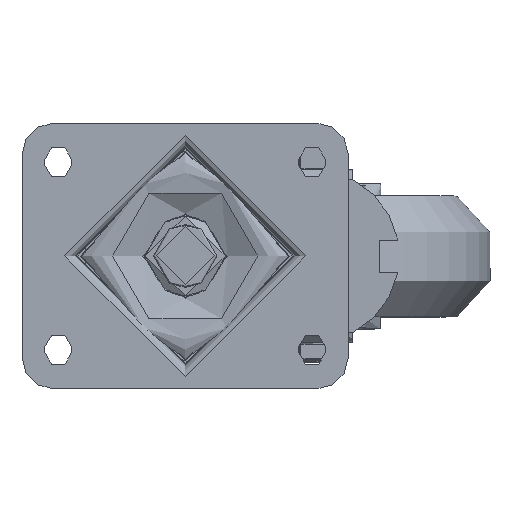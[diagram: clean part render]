
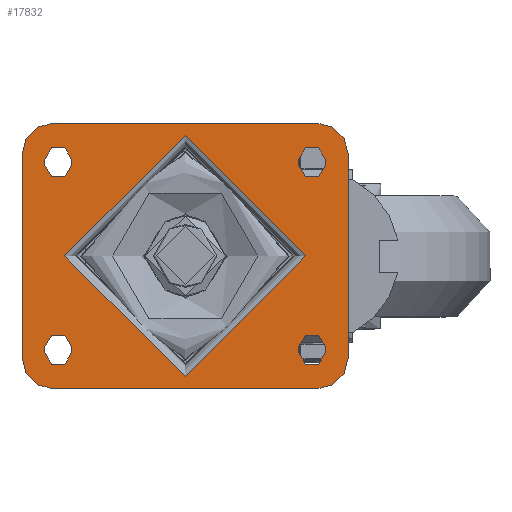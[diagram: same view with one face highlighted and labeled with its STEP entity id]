
A CAD part, top view. The second image highlights one B-rep face of the part: STEP entity #17832.
In plain terms, the highlighted planar face has unit normal (0, 0, 1).
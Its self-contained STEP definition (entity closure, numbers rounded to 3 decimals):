
#1343=FACE_BOUND('',#4023,.T.);
#1344=FACE_BOUND('',#4024,.T.);
#1345=FACE_BOUND('',#4025,.T.);
#1346=FACE_BOUND('',#4026,.T.);
#1347=FACE_BOUND('',#4027,.T.);
#1570=PLANE('',#19392);
#2918=FACE_OUTER_BOUND('',#4022,.T.);
#4022=EDGE_LOOP('',(#12991,#12992,#12993,#12994,#12995,#12996,#12997,#12998));
#4023=EDGE_LOOP('',(#12999,#13000,#13001,#13002));
#4024=EDGE_LOOP('',(#13003,#13004,#13005,#13006));
#4025=EDGE_LOOP('',(#13007,#13008,#13009,#13010));
#4026=EDGE_LOOP('',(#13011,#13012,#13013,#13014));
#4027=EDGE_LOOP('',(#13015));
#5249=LINE('',#26873,#6180);
#5250=LINE('',#26877,#6181);
#5251=LINE('',#26881,#6182);
#5252=LINE('',#26884,#6183);
#5253=LINE('',#26887,#6184);
#5254=LINE('',#26891,#6185);
#5255=LINE('',#26895,#6186);
#5256=LINE('',#26899,#6187);
#5257=LINE('',#26903,#6188);
#5258=LINE('',#26907,#6189);
#5259=LINE('',#26911,#6190);
#5260=LINE('',#26915,#6191);
#6180=VECTOR('',#21895,1000.);
#6181=VECTOR('',#21898,1000.);
#6182=VECTOR('',#21901,1000.);
#6183=VECTOR('',#21904,1000.);
#6184=VECTOR('',#21905,1000.);
#6185=VECTOR('',#21908,1000.);
#6186=VECTOR('',#21911,1000.);
#6187=VECTOR('',#21914,1000.);
#6188=VECTOR('',#21917,1000.);
#6189=VECTOR('',#21920,1000.);
#6190=VECTOR('',#21923,1000.);
#6191=VECTOR('',#21926,1000.);
#6987=CIRCLE('',#19026,49.75);
#7191=CIRCLE('',#19393,13.);
#7192=CIRCLE('',#19394,13.);
#7193=CIRCLE('',#19395,13.);
#7194=CIRCLE('',#19396,13.);
#7195=CIRCLE('',#19397,5.5);
#7196=CIRCLE('',#19398,5.5);
#7197=CIRCLE('',#19399,5.5);
#7198=CIRCLE('',#19400,5.5);
#7199=CIRCLE('',#19401,5.5);
#7200=CIRCLE('',#19402,5.5);
#7201=CIRCLE('',#19403,5.5);
#7202=CIRCLE('',#19404,5.5);
#7906=VERTEX_POINT('',#25895);
#8150=VERTEX_POINT('',#26869);
#8151=VERTEX_POINT('',#26870);
#8152=VERTEX_POINT('',#26872);
#8153=VERTEX_POINT('',#26874);
#8154=VERTEX_POINT('',#26876);
#8155=VERTEX_POINT('',#26878);
#8156=VERTEX_POINT('',#26880);
#8157=VERTEX_POINT('',#26882);
#8158=VERTEX_POINT('',#26885);
#8159=VERTEX_POINT('',#26886);
#8160=VERTEX_POINT('',#26888);
#8161=VERTEX_POINT('',#26890);
#8162=VERTEX_POINT('',#26893);
#8163=VERTEX_POINT('',#26894);
#8164=VERTEX_POINT('',#26896);
#8165=VERTEX_POINT('',#26898);
#8166=VERTEX_POINT('',#26901);
#8167=VERTEX_POINT('',#26902);
#8168=VERTEX_POINT('',#26904);
#8169=VERTEX_POINT('',#26906);
#8170=VERTEX_POINT('',#26909);
#8171=VERTEX_POINT('',#26910);
#8172=VERTEX_POINT('',#26912);
#8173=VERTEX_POINT('',#26914);
#9596=EDGE_CURVE('',#7906,#7906,#6987,.T.);
#9970=EDGE_CURVE('',#8150,#8151,#7191,.T.);
#9971=EDGE_CURVE('',#8152,#8150,#5249,.T.);
#9972=EDGE_CURVE('',#8153,#8152,#7192,.T.);
#9973=EDGE_CURVE('',#8154,#8153,#5250,.T.);
#9974=EDGE_CURVE('',#8155,#8154,#7193,.T.);
#9975=EDGE_CURVE('',#8156,#8155,#5251,.T.);
#9976=EDGE_CURVE('',#8157,#8156,#7194,.T.);
#9977=EDGE_CURVE('',#8151,#8157,#5252,.T.);
#9978=EDGE_CURVE('',#8158,#8159,#5253,.T.);
#9979=EDGE_CURVE('',#8159,#8160,#7195,.T.);
#9980=EDGE_CURVE('',#8160,#8161,#5254,.T.);
#9981=EDGE_CURVE('',#8161,#8158,#7196,.T.);
#9982=EDGE_CURVE('',#8162,#8163,#5255,.T.);
#9983=EDGE_CURVE('',#8163,#8164,#7197,.T.);
#9984=EDGE_CURVE('',#8164,#8165,#5256,.T.);
#9985=EDGE_CURVE('',#8165,#8162,#7198,.T.);
#9986=EDGE_CURVE('',#8166,#8167,#5257,.T.);
#9987=EDGE_CURVE('',#8167,#8168,#7199,.T.);
#9988=EDGE_CURVE('',#8168,#8169,#5258,.T.);
#9989=EDGE_CURVE('',#8169,#8166,#7200,.T.);
#9990=EDGE_CURVE('',#8170,#8171,#5259,.T.);
#9991=EDGE_CURVE('',#8171,#8172,#7201,.T.);
#9992=EDGE_CURVE('',#8172,#8173,#5260,.T.);
#9993=EDGE_CURVE('',#8173,#8170,#7202,.T.);
#12991=ORIENTED_EDGE('',*,*,#9970,.F.);
#12992=ORIENTED_EDGE('',*,*,#9971,.F.);
#12993=ORIENTED_EDGE('',*,*,#9972,.F.);
#12994=ORIENTED_EDGE('',*,*,#9973,.F.);
#12995=ORIENTED_EDGE('',*,*,#9974,.F.);
#12996=ORIENTED_EDGE('',*,*,#9975,.F.);
#12997=ORIENTED_EDGE('',*,*,#9976,.F.);
#12998=ORIENTED_EDGE('',*,*,#9977,.F.);
#12999=ORIENTED_EDGE('',*,*,#9978,.T.);
#13000=ORIENTED_EDGE('',*,*,#9979,.T.);
#13001=ORIENTED_EDGE('',*,*,#9980,.T.);
#13002=ORIENTED_EDGE('',*,*,#9981,.T.);
#13003=ORIENTED_EDGE('',*,*,#9982,.T.);
#13004=ORIENTED_EDGE('',*,*,#9983,.T.);
#13005=ORIENTED_EDGE('',*,*,#9984,.T.);
#13006=ORIENTED_EDGE('',*,*,#9985,.T.);
#13007=ORIENTED_EDGE('',*,*,#9986,.T.);
#13008=ORIENTED_EDGE('',*,*,#9987,.T.);
#13009=ORIENTED_EDGE('',*,*,#9988,.T.);
#13010=ORIENTED_EDGE('',*,*,#9989,.T.);
#13011=ORIENTED_EDGE('',*,*,#9990,.T.);
#13012=ORIENTED_EDGE('',*,*,#9991,.T.);
#13013=ORIENTED_EDGE('',*,*,#9992,.T.);
#13014=ORIENTED_EDGE('',*,*,#9993,.T.);
#13015=ORIENTED_EDGE('',*,*,#9596,.F.);
#17832=ADVANCED_FACE('',(#2918,#1343,#1344,#1345,#1346,#1347),#1570,.T.);
#19026=AXIS2_PLACEMENT_3D('',#25897,#21025,#21026);
#19392=AXIS2_PLACEMENT_3D('',#26868,#21891,#21892);
#19393=AXIS2_PLACEMENT_3D('',#26871,#21893,#21894);
#19394=AXIS2_PLACEMENT_3D('',#26875,#21896,#21897);
#19395=AXIS2_PLACEMENT_3D('',#26879,#21899,#21900);
#19396=AXIS2_PLACEMENT_3D('',#26883,#21902,#21903);
#19397=AXIS2_PLACEMENT_3D('',#26889,#21906,#21907);
#19398=AXIS2_PLACEMENT_3D('',#26892,#21909,#21910);
#19399=AXIS2_PLACEMENT_3D('',#26897,#21912,#21913);
#19400=AXIS2_PLACEMENT_3D('',#26900,#21915,#21916);
#19401=AXIS2_PLACEMENT_3D('',#26905,#21918,#21919);
#19402=AXIS2_PLACEMENT_3D('',#26908,#21921,#21922);
#19403=AXIS2_PLACEMENT_3D('',#26913,#21924,#21925);
#19404=AXIS2_PLACEMENT_3D('',#26916,#21927,#21928);
#21025=DIRECTION('center_axis',(0.,0.,1.));
#21026=DIRECTION('ref_axis',(1.,0.,0.));
#21891=DIRECTION('center_axis',(0.,0.,1.));
#21892=DIRECTION('ref_axis',(1.,0.,0.));
#21893=DIRECTION('center_axis',(0.,0.,-1.));
#21894=DIRECTION('ref_axis',(0.,-1.,0.));
#21895=DIRECTION('',(-1.,0.,0.));
#21896=DIRECTION('center_axis',(0.,0.,-1.));
#21897=DIRECTION('ref_axis',(1.,0.,0.));
#21898=DIRECTION('',(0.,-1.,0.));
#21899=DIRECTION('center_axis',(0.,0.,-1.));
#21900=DIRECTION('ref_axis',(0.,1.,0.));
#21901=DIRECTION('',(1.,0.,0.));
#21902=DIRECTION('center_axis',(0.,0.,-1.));
#21903=DIRECTION('ref_axis',(-1.,0.,0.));
#21904=DIRECTION('',(0.,1.,0.));
#21905=DIRECTION('',(0.,1.,0.));
#21906=DIRECTION('center_axis',(0.,0.,-1.));
#21907=DIRECTION('ref_axis',(-1.,0.,0.));
#21908=DIRECTION('',(0.,-1.,0.));
#21909=DIRECTION('center_axis',(0.,0.,-1.));
#21910=DIRECTION('ref_axis',(-1.,0.,0.));
#21911=DIRECTION('',(0.,-1.,0.));
#21912=DIRECTION('center_axis',(0.,0.,-1.));
#21913=DIRECTION('ref_axis',(-1.,0.,0.));
#21914=DIRECTION('',(0.,1.,0.));
#21915=DIRECTION('center_axis',(0.,0.,-1.));
#21916=DIRECTION('ref_axis',(-1.,0.,0.));
#21917=DIRECTION('',(0.,1.,0.));
#21918=DIRECTION('center_axis',(0.,0.,-1.));
#21919=DIRECTION('ref_axis',(1.,0.,0.));
#21920=DIRECTION('',(0.,-1.,0.));
#21921=DIRECTION('center_axis',(0.,0.,-1.));
#21922=DIRECTION('ref_axis',(1.,0.,0.));
#21923=DIRECTION('',(0.,-1.,0.));
#21924=DIRECTION('center_axis',(0.,0.,-1.));
#21925=DIRECTION('ref_axis',(1.,0.,0.));
#21926=DIRECTION('',(0.,1.,0.));
#21927=DIRECTION('center_axis',(0.,0.,-1.));
#21928=DIRECTION('ref_axis',(1.,0.,0.));
#25895=CARTESIAN_POINT('',(-49.75,0.,0.));
#25897=CARTESIAN_POINT('Origin',(0.,0.,0.));
#26868=CARTESIAN_POINT('Origin',(0.,0.,0.));
#26869=CARTESIAN_POINT('',(-54.5,-55.,0.));
#26870=CARTESIAN_POINT('',(-67.5,-42.,0.));
#26871=CARTESIAN_POINT('Origin',(-54.5,-42.,0.));
#26872=CARTESIAN_POINT('',(54.5,-55.,0.));
#26873=CARTESIAN_POINT('',(54.5,-55.,0.));
#26874=CARTESIAN_POINT('',(67.5,-42.,0.));
#26875=CARTESIAN_POINT('Origin',(54.5,-42.,0.));
#26876=CARTESIAN_POINT('',(67.5,42.,0.));
#26877=CARTESIAN_POINT('',(67.5,42.,0.));
#26878=CARTESIAN_POINT('',(54.5,55.,0.));
#26879=CARTESIAN_POINT('Origin',(54.5,42.,0.));
#26880=CARTESIAN_POINT('',(-54.5,55.,0.));
#26881=CARTESIAN_POINT('',(-54.5,55.,0.));
#26882=CARTESIAN_POINT('',(-67.5,42.,0.));
#26883=CARTESIAN_POINT('Origin',(-54.5,42.,0.));
#26884=CARTESIAN_POINT('',(-67.5,-42.,0.));
#26885=CARTESIAN_POINT('',(-58.,37.5,0.));
#26886=CARTESIAN_POINT('',(-58.,40.,0.));
#26887=CARTESIAN_POINT('',(-58.,40.,0.));
#26888=CARTESIAN_POINT('',(-47.,40.,0.));
#26889=CARTESIAN_POINT('Origin',(-52.5,40.,0.));
#26890=CARTESIAN_POINT('',(-47.,37.5,0.));
#26891=CARTESIAN_POINT('',(-47.,40.,0.));
#26892=CARTESIAN_POINT('Origin',(-52.5,37.5,0.));
#26893=CARTESIAN_POINT('',(-47.,-37.5,0.));
#26894=CARTESIAN_POINT('',(-47.,-40.,0.));
#26895=CARTESIAN_POINT('',(-47.,-40.,0.));
#26896=CARTESIAN_POINT('',(-58.,-40.,0.));
#26897=CARTESIAN_POINT('Origin',(-52.5,-40.,0.));
#26898=CARTESIAN_POINT('',(-58.,-37.5,0.));
#26899=CARTESIAN_POINT('',(-58.,-40.,0.));
#26900=CARTESIAN_POINT('Origin',(-52.5,-37.5,0.));
#26901=CARTESIAN_POINT('',(47.,37.5,0.));
#26902=CARTESIAN_POINT('',(47.,40.,0.));
#26903=CARTESIAN_POINT('',(47.,40.,0.));
#26904=CARTESIAN_POINT('',(58.,40.,0.));
#26905=CARTESIAN_POINT('Origin',(52.5,40.,0.));
#26906=CARTESIAN_POINT('',(58.,37.5,0.));
#26907=CARTESIAN_POINT('',(58.,40.,0.));
#26908=CARTESIAN_POINT('Origin',(52.5,37.5,0.));
#26909=CARTESIAN_POINT('',(58.,-37.5,0.));
#26910=CARTESIAN_POINT('',(58.,-40.,0.));
#26911=CARTESIAN_POINT('',(58.,-40.,0.));
#26912=CARTESIAN_POINT('',(47.,-40.,0.));
#26913=CARTESIAN_POINT('Origin',(52.5,-40.,0.));
#26914=CARTESIAN_POINT('',(47.,-37.5,0.));
#26915=CARTESIAN_POINT('',(47.,-40.,0.));
#26916=CARTESIAN_POINT('Origin',(52.5,-37.5,0.));
